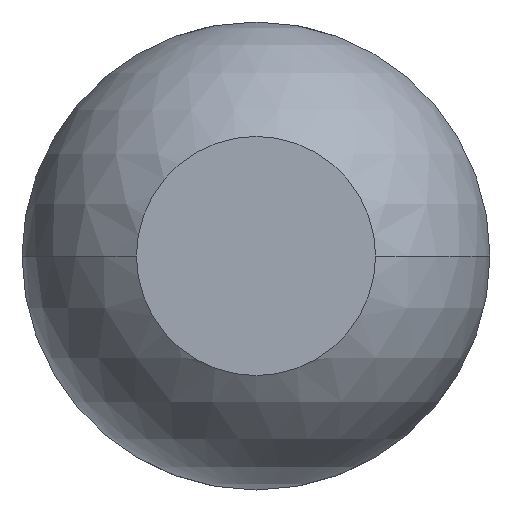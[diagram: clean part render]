
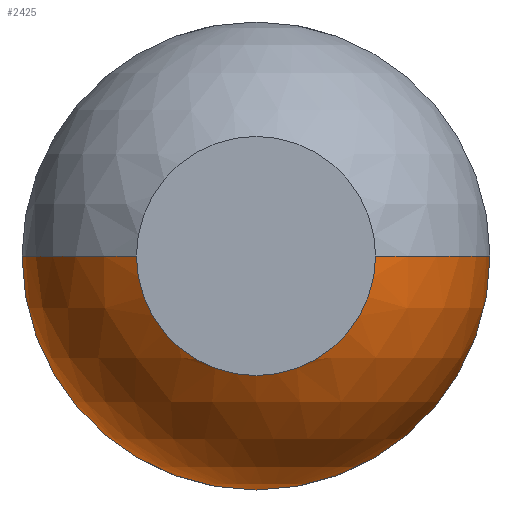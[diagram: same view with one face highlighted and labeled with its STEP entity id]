
A CAD part, front view. The second image highlights one B-rep face of the part: STEP entity #2425.
In plain terms, the highlighted spherical face has radius 0.685 mm.
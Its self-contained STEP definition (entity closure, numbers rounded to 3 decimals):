
#166 = CARTESIAN_POINT ( 'NONE',  ( 0., -29.411, -0.685 ) ) ;
#299 = CIRCLE ( 'NONE', #897, 0.685 ) ;
#366 = ORIENTED_EDGE ( 'NONE', *, *, #1937, .F. ) ;
#465 = DIRECTION ( 'NONE',  ( -1., 0., 0. ) ) ;
#470 = EDGE_CURVE ( 'Defeature ausgef�hrt1_5+Defeature ausgef�hrt1_4+Defeature ausgef�hrt1_4+Defeature ausgef�hrt1_4', #509, #3949, #3828, .T. ) ;
#500 = EDGE_LOOP ( 'NONE', ( #1177, #2286, #3798, #366, #3589, #3984 ) ) ;
#509 = VERTEX_POINT ( 'NONE', #166 ) ;
#613 = AXIS2_PLACEMENT_3D ( 'NONE', #2909, #3223, #940 ) ;
#672 = AXIS2_PLACEMENT_3D ( 'NONE', #1203, #3852, #2157 ) ;
#810 = DIRECTION ( 'NONE',  ( 0., 0., 1. ) ) ;
#836 = CARTESIAN_POINT ( 'NONE',  ( -0.35, -30., 0. ) ) ;
#845 = VERTEX_POINT ( 'NONE', #2418 ) ;
#897 = AXIS2_PLACEMENT_3D ( 'NONE', #3119, #2526, #465 ) ;
#940 = DIRECTION ( 'NONE',  ( 0., 0., -1. ) ) ;
#1041 = AXIS2_PLACEMENT_3D ( 'NONE', #2905, #1904, #4226 ) ;
#1141 = VERTEX_POINT ( 'NONE', #1163 ) ;
#1163 = CARTESIAN_POINT ( 'NONE',  ( 0.685, -29.411, 0. ) ) ;
#1177 = ORIENTED_EDGE ( 'NONE', *, *, #2968, .F. ) ;
#1203 = CARTESIAN_POINT ( 'NONE',  ( 0., -29.411, 0. ) ) ;
#1266 = DIRECTION ( 'NONE',  ( 0., 0., -1. ) ) ;
#1332 = CIRCLE ( 'NONE', #613, 0.35 ) ;
#1388 = CARTESIAN_POINT ( 'NONE',  ( -0.685, -29.411, 0. ) ) ;
#1500 = EDGE_CURVE ( 'NONE', #2930, #1141, #1998, .T. ) ;
#1794 = AXIS2_PLACEMENT_3D ( 'NONE', #1934, #2568, #1266 ) ;
#1904 = DIRECTION ( 'NONE',  ( 0., 1., 0. ) ) ;
#1934 = CARTESIAN_POINT ( 'NONE',  ( 0., -30., 0. ) ) ;
#1937 = EDGE_CURVE ( 'Defeature ausgef�hrt1_5+Defeature ausgef�hrt1_4+Defeature ausgef�hrt1_4+Defeature ausgef�hrt1_4', #1141, #509, #2983, .T. ) ;
#1984 = DIRECTION ( 'NONE',  ( 1., 0., 0. ) ) ;
#1998 = CIRCLE ( 'NONE', #672, 0.685 ) ;
#2090 = EDGE_CURVE ( 'NONE', #4071, #3949, #299, .T. ) ;
#2157 = DIRECTION ( 'NONE',  ( 1., 0., 0. ) ) ;
#2286 = ORIENTED_EDGE ( 'NONE', *, *, #2090, .T. ) ;
#2418 = CARTESIAN_POINT ( 'NONE',  ( 0., -30., -0.35 ) ) ;
#2425 = ADVANCED_FACE ( 'Defeature ausgef�hrt1_4', ( #2835 ), #3769, .T. ) ;
#2526 = DIRECTION ( 'NONE',  ( 0., 0., -1. ) ) ;
#2568 = DIRECTION ( 'NONE',  ( 0., -1., 0. ) ) ;
#2651 = EDGE_CURVE ( 'Defeature ausgef�hrt1_11+Defeature ausgef�hrt1_4+Defeature ausgef�hrt1_4+Defeature ausgef�hrt1_4', #845, #2930, #3361, .T. ) ;
#2835 = FACE_OUTER_BOUND ( 'NONE', #500, .T. ) ;
#2899 = CARTESIAN_POINT ( 'NONE',  ( 0., -29.411, 0. ) ) ;
#2905 = CARTESIAN_POINT ( 'NONE',  ( 0., -29.411, 0. ) ) ;
#2909 = CARTESIAN_POINT ( 'NONE',  ( 0., -30., 0. ) ) ;
#2930 = VERTEX_POINT ( 'NONE', #3491 ) ;
#2968 = EDGE_CURVE ( 'Defeature ausgef�hrt1_11+Defeature ausgef�hrt1_4+Defeature ausgef�hrt1_4+Defeature ausgef�hrt1_4', #4071, #845, #1332, .T. ) ;
#2983 = CIRCLE ( 'NONE', #1041, 0.685 ) ;
#3100 = AXIS2_PLACEMENT_3D ( 'NONE', #2899, #3109, #810 ) ;
#3109 = DIRECTION ( 'NONE',  ( 0., 1., 0. ) ) ;
#3119 = CARTESIAN_POINT ( 'NONE',  ( 0., -29.411, 0. ) ) ;
#3223 = DIRECTION ( 'NONE',  ( 0., -1., 0. ) ) ;
#3251 = CARTESIAN_POINT ( 'NONE',  ( 0., -29.411, 0. ) ) ;
#3361 = CIRCLE ( 'NONE', #1794, 0.35 ) ;
#3491 = CARTESIAN_POINT ( 'NONE',  ( 0.35, -30., 0. ) ) ;
#3552 = AXIS2_PLACEMENT_3D ( 'NONE', #3251, #3618, #1984 ) ;
#3589 = ORIENTED_EDGE ( 'NONE', *, *, #1500, .F. ) ;
#3618 = DIRECTION ( 'NONE',  ( 0., 0., -1. ) ) ;
#3769 = SPHERICAL_SURFACE ( 'NONE', #3552, 0.685 ) ;
#3798 = ORIENTED_EDGE ( 'NONE', *, *, #470, .F. ) ;
#3828 = CIRCLE ( 'NONE', #3100, 0.685 ) ;
#3852 = DIRECTION ( 'NONE',  ( 0., 0., 1. ) ) ;
#3949 = VERTEX_POINT ( 'NONE', #1388 ) ;
#3984 = ORIENTED_EDGE ( 'NONE', *, *, #2651, .F. ) ;
#4071 = VERTEX_POINT ( 'NONE', #836 ) ;
#4226 = DIRECTION ( 'NONE',  ( 0., 0., 1. ) ) ;
